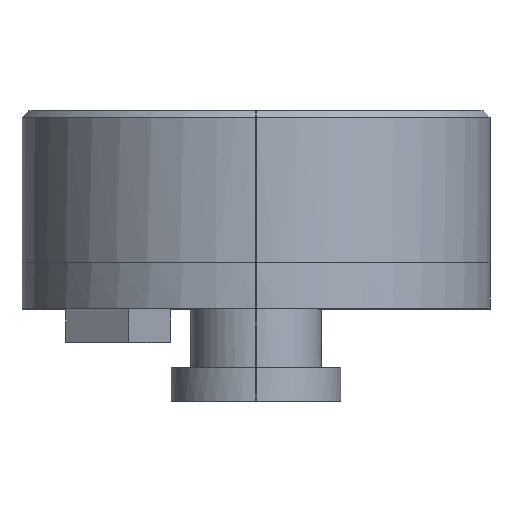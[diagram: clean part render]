
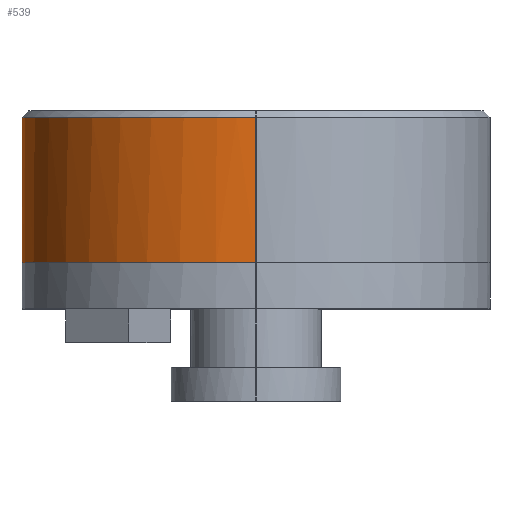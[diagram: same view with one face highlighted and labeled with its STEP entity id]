
A CAD part, top view. The second image highlights one B-rep face of the part: STEP entity #539.
In plain terms, the highlighted free-form (B-spline) face has degree [2, 1] with [3, 2] control points.
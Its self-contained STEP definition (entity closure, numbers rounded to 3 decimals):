
#500=(
BOUNDED_SURFACE()
B_SPLINE_SURFACE(2,1,((#501,#502),(#503,#504),(#505,#506)),.UNSPECIFIED.,.F.,.F.,.F.)
B_SPLINE_SURFACE_WITH_KNOTS((3,3),(2,2),(0.000,1.000),(0.000,1.000),.UNSPECIFIED.)
GEOMETRIC_REPRESENTATION_ITEM()
RATIONAL_B_SPLINE_SURFACE(((1.,1.),(0.707,0.707),(1.,1.)))
REPRESENTATION_ITEM('')
SURFACE()
);
#501=CARTESIAN_POINT('',(-17.25,2.72,0.));
#502=CARTESIAN_POINT('',(-17.25,13.42,0.));
#503=CARTESIAN_POINT('',(-17.25,2.72,17.25));
#504=CARTESIAN_POINT('',(-17.25,13.42,17.25));
#505=CARTESIAN_POINT('',(0.,2.72,17.25));
#506=CARTESIAN_POINT('',(0.,13.42,17.25));
#507=CARTESIAN_POINT('',(-17.25,2.72,0.));
#508=VERTEX_POINT('',#507);
#509=(
BOUNDED_CURVE()
B_SPLINE_CURVE(1,(#510,#511),.UNSPECIFIED.,.F.,.F.)
B_SPLINE_CURVE_WITH_KNOTS((2,2),(0.000,1.000),.UNSPECIFIED.)
CURVE()
GEOMETRIC_REPRESENTATION_ITEM()
RATIONAL_B_SPLINE_CURVE((1.,1.))
REPRESENTATION_ITEM('')
);
#510=CARTESIAN_POINT('',(-17.25,2.72,0.));
#511=CARTESIAN_POINT('',(-17.25,13.42,0.));
#512=CARTESIAN_POINT('',(-17.25,13.42,0.));
#513=VERTEX_POINT('',#512);
#514=EDGE_CURVE('',#508,#513,#509,.T.);
#515=ORIENTED_EDGE('',*,*,#514,.T.);
#516=(
BOUNDED_CURVE()
B_SPLINE_CURVE(2,(#517,#518,#519),.UNSPECIFIED.,.F.,.F.)
B_SPLINE_CURVE_WITH_KNOTS((3,3),(0.000,1.000),.UNSPECIFIED.)
CURVE()
GEOMETRIC_REPRESENTATION_ITEM()
RATIONAL_B_SPLINE_CURVE((1.,0.707,1.))
REPRESENTATION_ITEM('')
);
#517=CARTESIAN_POINT('',(-17.25,13.42,0.));
#518=CARTESIAN_POINT('',(-17.25,13.42,17.25));
#519=CARTESIAN_POINT('',(0.,13.42,17.25));
#520=CARTESIAN_POINT('',(0.,13.42,17.25));
#521=VERTEX_POINT('',#520);
#522=EDGE_CURVE('',#513,#521,#516,.T.);
#523=ORIENTED_EDGE('',*,*,#522,.T.);
#524=(
BOUNDED_CURVE()
B_SPLINE_CURVE(1,(#525,#526),.UNSPECIFIED.,.F.,.F.)
B_SPLINE_CURVE_WITH_KNOTS((2,2),(0.000,1.000),.UNSPECIFIED.)
CURVE()
GEOMETRIC_REPRESENTATION_ITEM()
RATIONAL_B_SPLINE_CURVE((1.,1.))
REPRESENTATION_ITEM('')
);
#525=CARTESIAN_POINT('',(0.,13.42,17.25));
#526=CARTESIAN_POINT('',(0.,2.72,17.25));
#527=CARTESIAN_POINT('',(0.,2.72,17.25));
#528=VERTEX_POINT('',#527);
#529=EDGE_CURVE('',#521,#528,#524,.T.);
#530=ORIENTED_EDGE('',*,*,#529,.T.);
#531=(
BOUNDED_CURVE()
B_SPLINE_CURVE(2,(#532,#533,#534),.UNSPECIFIED.,.F.,.F.)
B_SPLINE_CURVE_WITH_KNOTS((3,3),(0.000,1.000),.UNSPECIFIED.)
CURVE()
GEOMETRIC_REPRESENTATION_ITEM()
RATIONAL_B_SPLINE_CURVE((1.,0.707,1.))
REPRESENTATION_ITEM('')
);
#532=CARTESIAN_POINT('',(0.,2.72,17.25));
#533=CARTESIAN_POINT('',(-17.25,2.72,17.25));
#534=CARTESIAN_POINT('',(-17.25,2.72,0.));
#535=EDGE_CURVE('',#528,#508,#531,.T.);
#536=ORIENTED_EDGE('',*,*,#535,.T.);
#537=EDGE_LOOP('',(#515,#523,#530,#536));
#538=FACE_OUTER_BOUND('',#537,.T.);
#539=ADVANCED_FACE('',(#538),#500,.T.);
